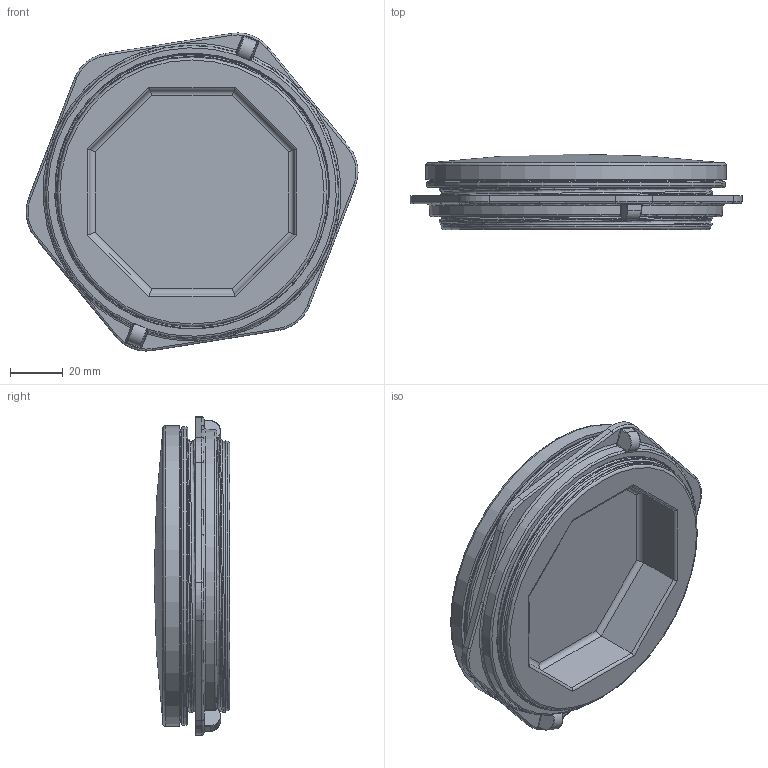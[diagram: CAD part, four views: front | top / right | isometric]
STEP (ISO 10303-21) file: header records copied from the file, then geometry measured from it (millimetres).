
FILE_DESCRIPTION (( 'STEP AP214' ), '1' );
FILE_NAME ('HPSERIES7.STEP', '2018-10-25T18:58:18', ( '' ), ( '' ), 'SwSTEP 2.0', 'SolidWorks 2018', '' );
FILE_SCHEMA (( 'AUTOMOTIVE_DESIGN' ));
Length unit declared in the file: inch
Products named in the file (1): HPSERIES7
Bounding box: 126.13 x 28.7 x 120.9 mm (x, y, z)
Volume: 164201.3 mm3; surface area: 49686.5 mm2
Topology: 3 solids, 3 shells, 171 faces, 398 edges, 227 vertices
Faces by surface type: bspline 60, cylinder 55, plane 37, torus 16, cone 2, sphere 1
Full cylindrical faces by diameter (mm): 102.362 x1, 103.886 x1, 111.252 x1, 113.538 x1, 114.3 x1
Entity records: 14644 total; most frequent: CARTESIAN_POINT 9159, ORIENTED_EDGE 748, DIRECTION 485, EDGE_CURVE 374, VERTEX_POINT 223, EDGE_LOOP 189, AXIS2_PLACEMENT_3D 188, FACE_OUTER_BOUND 182
